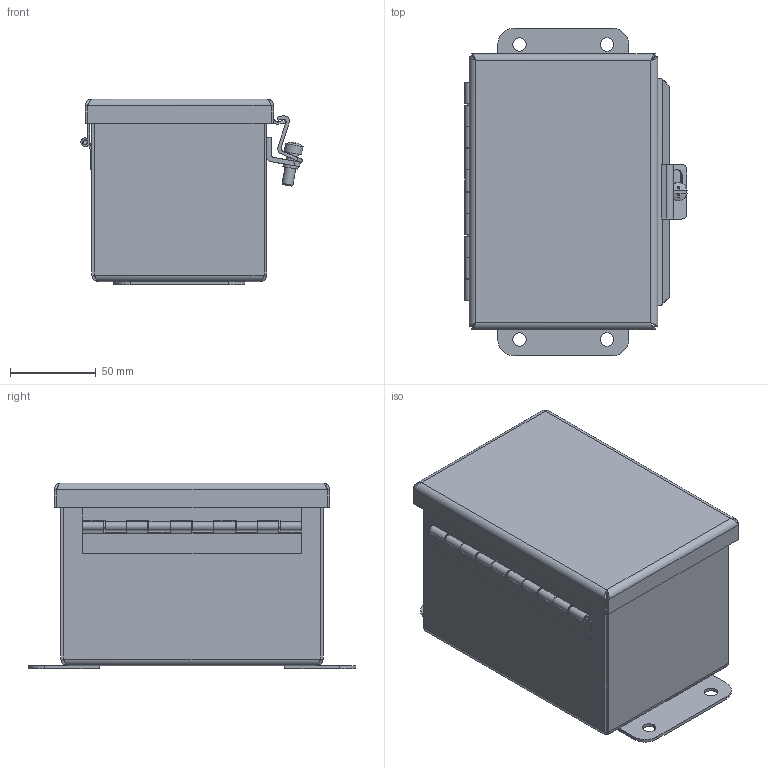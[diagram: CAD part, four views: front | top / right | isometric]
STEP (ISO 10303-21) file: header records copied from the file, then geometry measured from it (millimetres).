
FILE_DESCRIPTION(/* description */ ('B_SS TUB, 16GA. 304 S.S., 6X4X4'),/* implementation_level */ '2;1');
FILE_NAME(/* name */ 'BN4060404CHSS.stp',/* time_stamp */ '2017-03-29T20:54:33+05:00',/* author */ ('vdas'),/* organization */ (''),/* preprocessor_version */ 'ST-DEVELOPER v16.1',/* originating_system */ 'Autodesk Inventor 2016',/* authorisation */ '');
FILE_SCHEMA (('AUTOMOTIVE_DESIGN { 1 0 10303 214 3 1 1 }'));
Length unit declared in the file: inch
Products named in the file (14): B_060404_SSBKP; H4050545LH; H4050545P; H4050545TH; H4050545; B_0604CHSSLID; 34895; C2001; C2002; 372135; 34973; B_0604_FIP; HFW3883; BN4060404CHSS
Assembly tree (17 placements, depth 3):
  BN4060404CHSS
    B_060404_SSBKP
    H4050545
      H4050545LH
      H4050545P
      H4050545TH
    B_0604CHSSLID
    34895  x2
    C2001
    C2002
    372135
    34973  x4
    B_0604_FIP
    HFW3883
Bounding box: 129.17 x 190.5 x 108.12 mm (x, y, z)
Volume: 190940.5 mm3; surface area: 235782.3 mm2
Topology: 16 solids, 16 shells, 343 faces, 791 edges, 490 vertices
Faces by surface type: plane 182, cylinder 101, bspline 38, torus 18, sphere 2, cone 2
Full cylindrical faces by diameter (mm): 2.54 x1, 2.794 x4, 2.957 x10, 3.962 x4, 4.826 x1, 4.978 x1, 6.35 x1, 7.62 x4, 7.874 x4, 8.56 x1, 8.738 x1, 10.402 x1, 15.875 x4
Entity records: 9602 total; most frequent: CARTESIAN_POINT 2293, DIRECTION 1394, ORIENTED_EDGE 1324, EDGE_CURVE 662, AXIS2_PLACEMENT_3D 479, LINE 436, VECTOR 436, VERTEX_POINT 424
